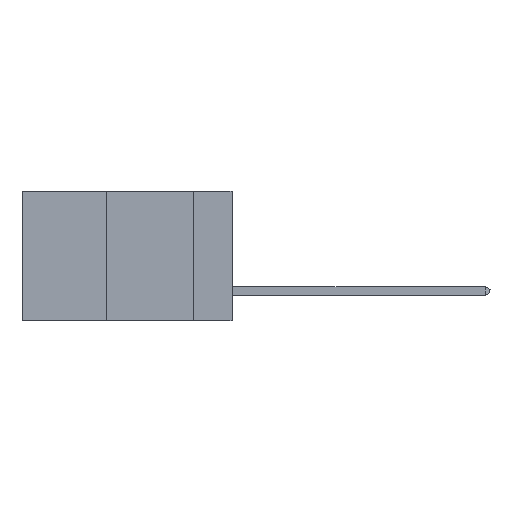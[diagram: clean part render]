
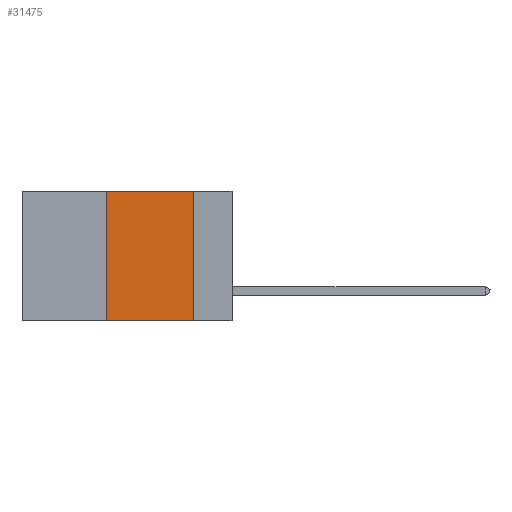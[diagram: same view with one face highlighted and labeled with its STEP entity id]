
A CAD part, left-side view. The second image highlights one B-rep face of the part: STEP entity #31475.
In plain terms, the highlighted planar face has unit normal (-1, 0, 0).
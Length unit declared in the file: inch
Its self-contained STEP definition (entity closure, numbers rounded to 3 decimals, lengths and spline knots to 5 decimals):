
#451 = DIRECTION ( 'NONE',  ( 0., -1., 0. ) ) ;
#2054 = VECTOR ( 'NONE', #11749, 39.37008 ) ;
#2254 = VECTOR ( 'NONE', #18503, 39.37008 ) ;
#2287 = ORIENTED_EDGE ( 'NONE', *, *, #33315, .F. ) ;
#2786 = CARTESIAN_POINT ( 'NONE',  ( 0., 0.6, 0. ) ) ;
#3150 = VERTEX_POINT ( 'NONE', #21262 ) ;
#3433 = VERTEX_POINT ( 'NONE', #37125 ) ;
#3593 = CARTESIAN_POINT ( 'NONE',  ( 0., 0.6, -0.37 ) ) ;
#4167 = VERTEX_POINT ( 'NONE', #16120 ) ;
#6059 = CARTESIAN_POINT ( 'NONE',  ( 0., 0.11, 0. ) ) ;
#6365 = LINE ( 'NONE', #3593, #36939 ) ;
#9500 = EDGE_LOOP ( 'NONE', ( #2287, #23145, #15058, #38055 ) ) ;
#11749 = DIRECTION ( 'NONE',  ( 0., 0., 1. ) ) ;
#15058 = ORIENTED_EDGE ( 'NONE', *, *, #29333, .F. ) ;
#15815 = EDGE_CURVE ( 'NONE', #4167, #36398, #40249, .T. ) ;
#16120 = CARTESIAN_POINT ( 'NONE',  ( 0., 0.36, 0. ) ) ;
#17696 = AXIS2_PLACEMENT_3D ( 'NONE', #2786, #18117, #37463 ) ;
#18117 = DIRECTION ( 'NONE',  ( 1., 0., 0. ) ) ;
#18503 = DIRECTION ( 'NONE',  ( 0., 0., -1. ) ) ;
#21262 = CARTESIAN_POINT ( 'NONE',  ( 0., 0.36, -0.37 ) ) ;
#22356 = CARTESIAN_POINT ( 'NONE',  ( 0., 0.6, 0. ) ) ;
#23145 = ORIENTED_EDGE ( 'NONE', *, *, #15815, .F. ) ;
#23720 = CARTESIAN_POINT ( 'NONE',  ( 0., 0.36, 0. ) ) ;
#24103 = FACE_OUTER_BOUND ( 'NONE', #9500, .T. ) ;
#28835 = LINE ( 'NONE', #40605, #2254 ) ;
#29333 = EDGE_CURVE ( 'NONE', #3150, #4167, #39484, .T. ) ;
#30907 = EDGE_CURVE ( 'NONE', #3150, #3433, #6365, .T. ) ;
#31475 = ADVANCED_FACE ( 'NONE', ( #24103 ), #34307, .F. ) ;
#33315 = EDGE_CURVE ( 'NONE', #36398, #3433, #28835, .T. ) ;
#34307 = PLANE ( 'NONE',  #17696 ) ;
#35265 = DIRECTION ( 'NONE',  ( 0., -1., 0. ) ) ;
#35302 = VECTOR ( 'NONE', #451, 39.37008 ) ;
#36398 = VERTEX_POINT ( 'NONE', #6059 ) ;
#36939 = VECTOR ( 'NONE', #35265, 39.37008 ) ;
#37125 = CARTESIAN_POINT ( 'NONE',  ( 0., 0.11, -0.37 ) ) ;
#37463 = DIRECTION ( 'NONE',  ( 0., 0., -1. ) ) ;
#38055 = ORIENTED_EDGE ( 'NONE', *, *, #30907, .T. ) ;
#39484 = LINE ( 'NONE', #23720, #2054 ) ;
#40249 = LINE ( 'NONE', #22356, #35302 ) ;
#40605 = CARTESIAN_POINT ( 'NONE',  ( 0., 0.11, 0. ) ) ;
